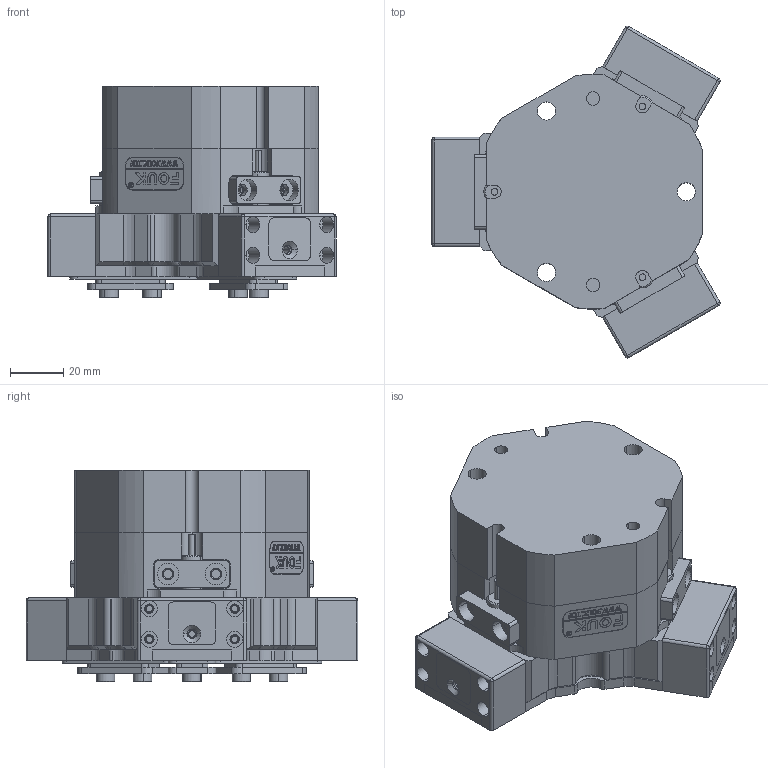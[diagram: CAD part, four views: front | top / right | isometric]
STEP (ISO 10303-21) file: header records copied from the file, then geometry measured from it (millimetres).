
FILE_DESCRIPTION (( 'STEP AP203' ), '1' );
FILE_NAME ('TZ55-94-P-NC.STEP', '2024-12-02T09:25:44', ( 'USER-' ), ( 'Microsoft' ), 'SwSTEP 2.0', 'SolidWorks 2018', '' );
FILE_SCHEMA (( 'CONFIG_CONTROL_DESIGN' ));
Length unit declared in the file: millimetre
Products named in the file (17): TZ55BS-1-03 菁窒晊扥裔; TZ55-94-P杅耀.sldasm-Part-2-1; TZ55-94-P杅耀.sldasm-Part-7-1; 揤輸蚾饜极; TZ55-94-P杅耀.sldasm-Part-1-1; TZ55-94-P杅耀.sldasm-Part-18; TZ55-94-P-NC; TZ55-94-P杅耀.sldasm-Part-27-1; 埴翐芛_GB_FASTENER_SCREWS_HSHCS M2X8-N; TZ55-94-P杅耀.sldasm-Part-9-1; 8-18換覜ん-1; 25x12-R3; TZ55賑輸-耀倰; 揤輸杅耀.sldasm-Part-9; 揤极18; TZ55-94-NC; TZ55C-T-01 ァ蛈褲釱
Assembly tree (38 placements, depth 4):
  TZ55-94-P-NC
    TZ55-94-NC
      TZ55C-T-01 ァ蛈褲釱
      TZ55賑輸-耀倰  x3
      8-18換覜ん-1  x3
      揤极18  x3
      TZ55BS-1-03 菁窒晊扥裔
      揤輸蚾饜极  x3
        揤輸杅耀.sldasm-Part-9
        埴翐芛_GB_FASTENER_SCREWS_HSHCS M2X8-N
      25x12-R3
    TZ55-94-P杅耀.sldasm-Part-18  x3
    TZ55-94-P杅耀.sldasm-Part-2-1  x3
    TZ55-94-P杅耀.sldasm-Part-27-1  x3
    TZ55-94-P杅耀.sldasm-Part-9-1
    TZ55-94-P杅耀.sldasm-Part-1-1  x6
    TZ55-94-P杅耀.sldasm-Part-7-1  x3
Bounding box: 108.14 x 124.56 x 79.5 mm (x, y, z)
Volume: 407612.6 mm3; surface area: 120962.7 mm2
Topology: 40 solids, 86 shells, 2181 faces, 5443 edges, 3461 vertices
Faces by surface type: plane 1019, cylinder 655, cone 334, bspline 155, torus 12, sphere 6
Entity records: 51445 total; most frequent: CARTESIAN_POINT 13884, ORIENTED_EDGE 7286, DIRECTION 7146, EDGE_CURVE 3643, AXIS2_PLACEMENT_3D 2455, VERTEX_POINT 2381, LINE 2236, VECTOR 2236
